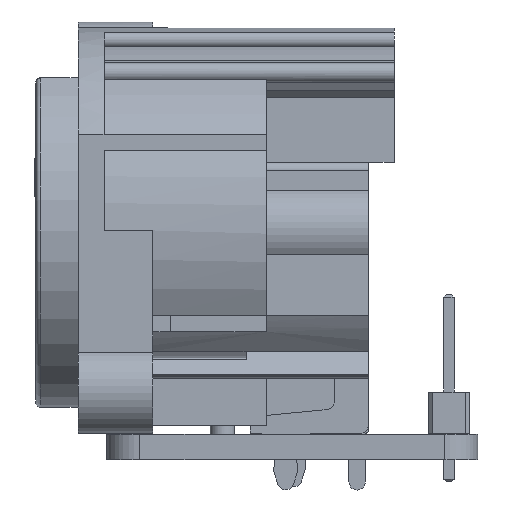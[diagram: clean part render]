
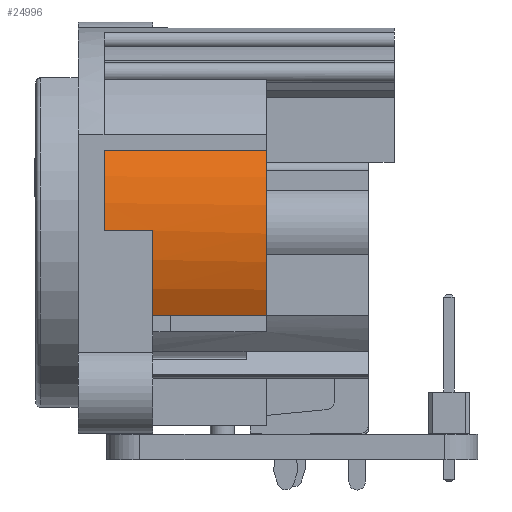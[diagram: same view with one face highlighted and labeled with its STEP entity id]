
A CAD part, left-side view. The second image highlights one B-rep face of the part: STEP entity #24996.
In plain terms, the highlighted cylindrical face has radius 10.85 mm (diameter 21.7 mm), a partial arc.
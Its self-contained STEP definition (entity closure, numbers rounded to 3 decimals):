
#23662 = PLANE('',#23663);
#23663 = AXIS2_PLACEMENT_3D('',#23664,#23665,#23666);
#23664 = CARTESIAN_POINT('',(0.,-11.6,0.));
#23665 = DIRECTION('',(0.,1.,0.));
#23666 = DIRECTION('',(1.,0.,0.));
#23942 = PLANE('',#23943);
#23943 = AXIS2_PLACEMENT_3D('',#23944,#23945,#23946);
#23944 = CARTESIAN_POINT('',(0.,-4.6,0.));
#23945 = DIRECTION('',(0.,1.,0.));
#23946 = DIRECTION('',(1.,0.,0.));
#23970 = PLANE('',#23971);
#23971 = AXIS2_PLACEMENT_3D('',#23972,#23973,#23974);
#23972 = CARTESIAN_POINT('',(10.85,18.042,0.));
#23973 = DIRECTION('',(0.,0.,1.));
#23974 = DIRECTION('',(0.,-1.,0.));
#23998 = PLANE('',#23999);
#23999 = AXIS2_PLACEMENT_3D('',#24000,#24001,#24002);
#24000 = CARTESIAN_POINT('',(0.,-1.6,0.));
#24001 = DIRECTION('',(0.,1.,0.));
#24002 = DIRECTION('',(1.,0.,0.));
#24026 = PLANE('',#24027);
#24027 = AXIS2_PLACEMENT_3D('',#24028,#24029,#24030);
#24028 = CARTESIAN_POINT('',(11.,24.148,-4.9));
#24029 = DIRECTION('',(0.,0.,-1.));
#24030 = DIRECTION('',(0.,1.,0.));
#24193 = VERTEX_POINT('',#24194);
#24194 = CARTESIAN_POINT('',(9.495,-11.6,5.25));
#24215 = EDGE_CURVE('',#24216,#24193,#24218,.T.);
#24216 = VERTEX_POINT('',#24217);
#24217 = CARTESIAN_POINT('',(9.681,-11.6,-4.9));
#24218 = SURFACE_CURVE('',#24219,(#24224,#24235),.PCURVE_S1.);
#24219 = CIRCLE('',#24220,10.85);
#24220 = AXIS2_PLACEMENT_3D('',#24221,#24222,#24223);
#24221 = CARTESIAN_POINT('',(0.,-11.6,0.));
#24222 = DIRECTION('',(0.,-1.,0.));
#24223 = DIRECTION('',(0.892,0.,-0.452));
#24224 = PCURVE('',#23662,#24225);
#24225 = DEFINITIONAL_REPRESENTATION('',(#24226),#24234);
#24226 = ( BOUNDED_CURVE() B_SPLINE_CURVE(2,(#24227,#24228,#24229,#24230
    ,#24231,#24232,#24233),.UNSPECIFIED.,.T.,.F.) 
B_SPLINE_CURVE_WITH_KNOTS((1,2,2,2,2,1),(-2.094,0.,
    2.094,4.189,6.283,8.378),
.UNSPECIFIED.) CURVE() GEOMETRIC_REPRESENTATION_ITEM() 
RATIONAL_B_SPLINE_CURVE((1.,0.5,1.,0.5,1.,0.5,1.)) REPRESENTATION_ITEM(
  '') );
#24227 = CARTESIAN_POINT('',(9.681,4.9));
#24228 = CARTESIAN_POINT('',(18.168,-11.867));
#24229 = CARTESIAN_POINT('',(-0.597,-10.834));
#24230 = CARTESIAN_POINT('',(-19.361,-9.8));
#24231 = CARTESIAN_POINT('',(-9.084,5.934));
#24232 = CARTESIAN_POINT('',(1.193,21.667));
#24233 = CARTESIAN_POINT('',(9.681,4.9));
#24234 = ( GEOMETRIC_REPRESENTATION_CONTEXT(2) 
PARAMETRIC_REPRESENTATION_CONTEXT() REPRESENTATION_CONTEXT('2D SPACE',''
  ) );
#24235 = PCURVE('',#24236,#24241);
#24236 = CYLINDRICAL_SURFACE('',#24237,10.85);
#24237 = AXIS2_PLACEMENT_3D('',#24238,#24239,#24240);
#24238 = CARTESIAN_POINT('',(0.,24.148,0.));
#24239 = DIRECTION('',(0.,-1.,0.));
#24240 = DIRECTION('',(-1.,0.,0.));
#24241 = DEFINITIONAL_REPRESENTATION('',(#24242),#24246);
#24242 = LINE('',#24243,#24244);
#24243 = CARTESIAN_POINT('',(2.673,35.748));
#24244 = VECTOR('',#24245,1.);
#24245 = DIRECTION('',(1.,0.));
#24246 = ( GEOMETRIC_REPRESENTATION_CONTEXT(2) 
PARAMETRIC_REPRESENTATION_CONTEXT() REPRESENTATION_CONTEXT('2D SPACE',''
  ) );
#24774 = PLANE('',#24775);
#24775 = AXIS2_PLACEMENT_3D('',#24776,#24777,#24778);
#24776 = CARTESIAN_POINT('',(11.,24.148,5.25));
#24777 = DIRECTION('',(0.,0.,1.));
#24778 = DIRECTION('',(0.,-1.,0.));
#24812 = EDGE_CURVE('',#24813,#24193,#24815,.T.);
#24813 = VERTEX_POINT('',#24814);
#24814 = CARTESIAN_POINT('',(9.495,-4.6,5.25));
#24815 = SURFACE_CURVE('',#24816,(#24820,#24827),.PCURVE_S1.);
#24816 = LINE('',#24817,#24818);
#24817 = CARTESIAN_POINT('',(9.495,-4.6,5.25));
#24818 = VECTOR('',#24819,1.);
#24819 = DIRECTION('',(0.,-1.,0.));
#24820 = PCURVE('',#24774,#24821);
#24821 = DEFINITIONAL_REPRESENTATION('',(#24822),#24826);
#24822 = LINE('',#24823,#24824);
#24823 = CARTESIAN_POINT('',(28.748,-1.505));
#24824 = VECTOR('',#24825,1.);
#24825 = DIRECTION('',(1.,0.));
#24826 = ( GEOMETRIC_REPRESENTATION_CONTEXT(2) 
PARAMETRIC_REPRESENTATION_CONTEXT() REPRESENTATION_CONTEXT('2D SPACE',''
  ) );
#24827 = PCURVE('',#24236,#24828);
#24828 = DEFINITIONAL_REPRESENTATION('',(#24829),#24833);
#24829 = LINE('',#24830,#24831);
#24830 = CARTESIAN_POINT('',(3.647,28.748));
#24831 = VECTOR('',#24832,1.);
#24832 = DIRECTION('',(0.,1.));
#24833 = ( GEOMETRIC_REPRESENTATION_CONTEXT(2) 
PARAMETRIC_REPRESENTATION_CONTEXT() REPRESENTATION_CONTEXT('2D SPACE',''
  ) );
#24953 = VERTEX_POINT('',#24954);
#24954 = CARTESIAN_POINT('',(10.85,-4.6,0.));
#24975 = EDGE_CURVE('',#24813,#24953,#24976,.T.);
#24976 = SURFACE_CURVE('',#24977,(#24982,#24989),.PCURVE_S1.);
#24977 = CIRCLE('',#24978,10.85);
#24978 = AXIS2_PLACEMENT_3D('',#24979,#24980,#24981);
#24979 = CARTESIAN_POINT('',(0.,-4.6,0.));
#24980 = DIRECTION('',(0.,1.,0.));
#24981 = DIRECTION('',(0.875,-0.,0.484));
#24982 = PCURVE('',#23942,#24983);
#24983 = DEFINITIONAL_REPRESENTATION('',(#24984),#24988);
#24984 = CIRCLE('',#24985,10.85);
#24985 = AXIS2_PLACEMENT_2D('',#24986,#24987);
#24986 = CARTESIAN_POINT('',(0.,0.));
#24987 = DIRECTION('',(0.875,-0.484));
#24988 = ( GEOMETRIC_REPRESENTATION_CONTEXT(2) 
PARAMETRIC_REPRESENTATION_CONTEXT() REPRESENTATION_CONTEXT('2D SPACE',''
  ) );
#24989 = PCURVE('',#24236,#24990);
#24990 = DEFINITIONAL_REPRESENTATION('',(#24991),#24995);
#24991 = LINE('',#24992,#24993);
#24992 = CARTESIAN_POINT('',(3.647,28.748));
#24993 = VECTOR('',#24994,1.);
#24994 = DIRECTION('',(-1.,0.));
#24995 = ( GEOMETRIC_REPRESENTATION_CONTEXT(2) 
PARAMETRIC_REPRESENTATION_CONTEXT() REPRESENTATION_CONTEXT('2D SPACE',''
  ) );
#24996 = ADVANCED_FACE('',(#24997),#24236,.T.);
#24997 = FACE_BOUND('',#24998,.T.);
#24998 = EDGE_LOOP('',(#24999,#25000,#25001,#25024,#25048,#25069));
#24999 = ORIENTED_EDGE('',*,*,#24812,.T.);
#25000 = ORIENTED_EDGE('',*,*,#24215,.F.);
#25001 = ORIENTED_EDGE('',*,*,#25002,.T.);
#25002 = EDGE_CURVE('',#24216,#25003,#25005,.T.);
#25003 = VERTEX_POINT('',#25004);
#25004 = CARTESIAN_POINT('',(9.681,-1.6,-4.9));
#25005 = SURFACE_CURVE('',#25006,(#25010,#25017),.PCURVE_S1.);
#25006 = LINE('',#25007,#25008);
#25007 = CARTESIAN_POINT('',(9.681,-11.6,-4.9));
#25008 = VECTOR('',#25009,1.);
#25009 = DIRECTION('',(0.,1.,0.));
#25010 = PCURVE('',#24236,#25011);
#25011 = DEFINITIONAL_REPRESENTATION('',(#25012),#25016);
#25012 = LINE('',#25013,#25014);
#25013 = CARTESIAN_POINT('',(2.673,35.748));
#25014 = VECTOR('',#25015,1.);
#25015 = DIRECTION('',(0.,-1.));
#25016 = ( GEOMETRIC_REPRESENTATION_CONTEXT(2) 
PARAMETRIC_REPRESENTATION_CONTEXT() REPRESENTATION_CONTEXT('2D SPACE',''
  ) );
#25017 = PCURVE('',#24026,#25018);
#25018 = DEFINITIONAL_REPRESENTATION('',(#25019),#25023);
#25019 = LINE('',#25020,#25021);
#25020 = CARTESIAN_POINT('',(-35.748,-1.319));
#25021 = VECTOR('',#25022,1.);
#25022 = DIRECTION('',(1.,0.));
#25023 = ( GEOMETRIC_REPRESENTATION_CONTEXT(2) 
PARAMETRIC_REPRESENTATION_CONTEXT() REPRESENTATION_CONTEXT('2D SPACE',''
  ) );
#25024 = ORIENTED_EDGE('',*,*,#25025,.F.);
#25025 = EDGE_CURVE('',#25026,#25003,#25028,.T.);
#25026 = VERTEX_POINT('',#25027);
#25027 = CARTESIAN_POINT('',(10.85,-1.6,0.));
#25028 = SURFACE_CURVE('',#25029,(#25034,#25041),.PCURVE_S1.);
#25029 = CIRCLE('',#25030,10.85);
#25030 = AXIS2_PLACEMENT_3D('',#25031,#25032,#25033);
#25031 = CARTESIAN_POINT('',(0.,-1.6,0.));
#25032 = DIRECTION('',(-0.,1.,0.));
#25033 = DIRECTION('',(1.,0.,0.));
#25034 = PCURVE('',#24236,#25035);
#25035 = DEFINITIONAL_REPRESENTATION('',(#25036),#25040);
#25036 = LINE('',#25037,#25038);
#25037 = CARTESIAN_POINT('',(3.142,25.748));
#25038 = VECTOR('',#25039,1.);
#25039 = DIRECTION('',(-1.,0.));
#25040 = ( GEOMETRIC_REPRESENTATION_CONTEXT(2) 
PARAMETRIC_REPRESENTATION_CONTEXT() REPRESENTATION_CONTEXT('2D SPACE',''
  ) );
#25041 = PCURVE('',#23998,#25042);
#25042 = DEFINITIONAL_REPRESENTATION('',(#25043),#25047);
#25043 = CIRCLE('',#25044,10.85);
#25044 = AXIS2_PLACEMENT_2D('',#25045,#25046);
#25045 = CARTESIAN_POINT('',(0.,0.));
#25046 = DIRECTION('',(1.,0.));
#25047 = ( GEOMETRIC_REPRESENTATION_CONTEXT(2) 
PARAMETRIC_REPRESENTATION_CONTEXT() REPRESENTATION_CONTEXT('2D SPACE',''
  ) );
#25048 = ORIENTED_EDGE('',*,*,#25049,.T.);
#25049 = EDGE_CURVE('',#25026,#24953,#25050,.T.);
#25050 = SURFACE_CURVE('',#25051,(#25055,#25062),.PCURVE_S1.);
#25051 = LINE('',#25052,#25053);
#25052 = CARTESIAN_POINT('',(10.85,-1.6,0.));
#25053 = VECTOR('',#25054,1.);
#25054 = DIRECTION('',(0.,-1.,0.));
#25055 = PCURVE('',#24236,#25056);
#25056 = DEFINITIONAL_REPRESENTATION('',(#25057),#25061);
#25057 = LINE('',#25058,#25059);
#25058 = CARTESIAN_POINT('',(3.142,25.748));
#25059 = VECTOR('',#25060,1.);
#25060 = DIRECTION('',(0.,1.));
#25061 = ( GEOMETRIC_REPRESENTATION_CONTEXT(2) 
PARAMETRIC_REPRESENTATION_CONTEXT() REPRESENTATION_CONTEXT('2D SPACE',''
  ) );
#25062 = PCURVE('',#23970,#25063);
#25063 = DEFINITIONAL_REPRESENTATION('',(#25064),#25068);
#25064 = LINE('',#25065,#25066);
#25065 = CARTESIAN_POINT('',(19.642,0.));
#25066 = VECTOR('',#25067,1.);
#25067 = DIRECTION('',(1.,0.));
#25068 = ( GEOMETRIC_REPRESENTATION_CONTEXT(2) 
PARAMETRIC_REPRESENTATION_CONTEXT() REPRESENTATION_CONTEXT('2D SPACE',''
  ) );
#25069 = ORIENTED_EDGE('',*,*,#24975,.F.);
